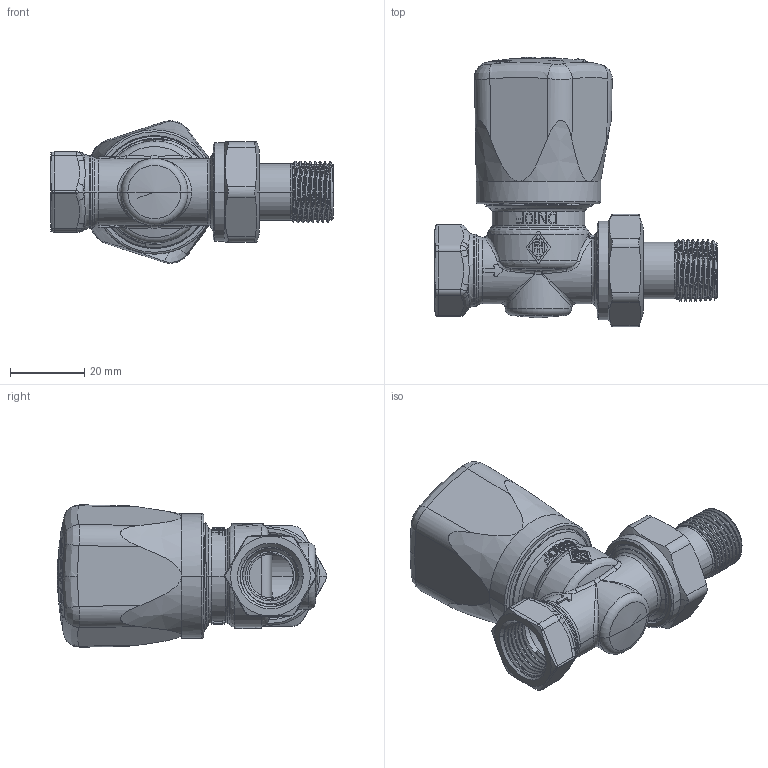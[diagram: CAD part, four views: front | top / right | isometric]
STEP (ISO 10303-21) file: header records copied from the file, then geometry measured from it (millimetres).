
FILE_DESCRIPTION((''),'2;1');
FILE_NAME('3492-01-500-GEWINDE_SW0001','2016-03-31T',('marann'),(''),'PRO/ENGINEER BY PARAMETRIC TECHNOLOGY CORPORATION, 2011490','PRO/ENGINEER BY PARAMETRIC TECHNOLOGY CORPORATION, 2011490','');
FILE_SCHEMA(('CONFIG_CONTROL_DESIGN'));
Products named in the file (1): 3492-01-500-GEWINDE_SW0001
Bounding box: 76.25 x 72.52 x 38.39 mm (x, y, z)
Volume: 17770.4 mm3; surface area: 25765 mm2
Topology: 1 solids, 2 shells, 1084 faces, 2871 edges, 1825 vertices
Faces by surface type: plane 534, cylinder 213, cone 126, bspline 107, torus 62, sphere 42
Entity records: 53552 total; most frequent: CARTESIAN_POINT 27945, ORIENTED_EDGE 5722, DIRECTION 4959, EDGE_CURVE 2861, AXIS2_PLACEMENT_3D 1975, VERTEX_POINT 1822, EDGE_LOOP 1129, FACE_OUTER_BOUND 1084
